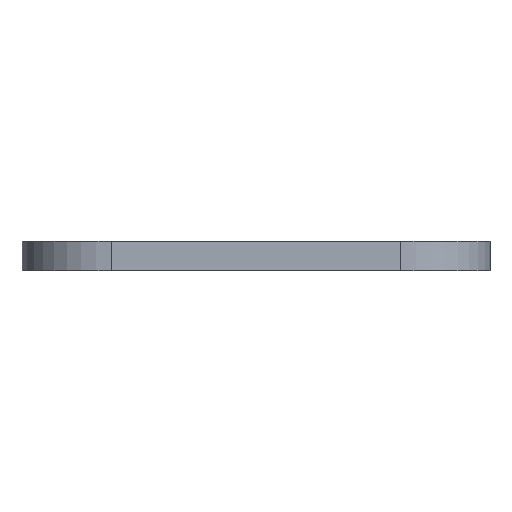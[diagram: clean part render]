
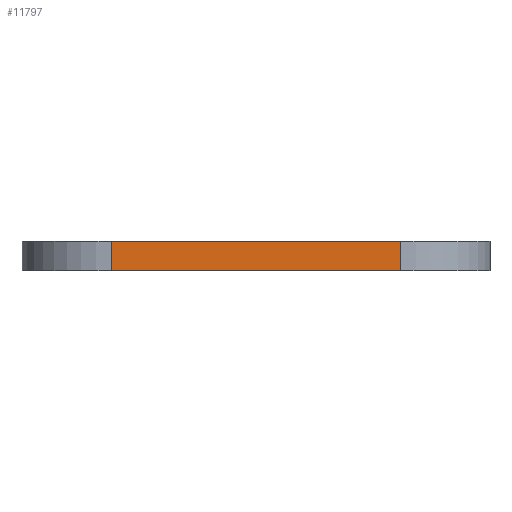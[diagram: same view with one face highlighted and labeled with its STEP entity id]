
A CAD part, front view. The second image highlights one B-rep face of the part: STEP entity #11797.
In plain terms, the highlighted planar face has unit normal (0, -1, 0).
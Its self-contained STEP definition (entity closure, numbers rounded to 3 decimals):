
#1621=FACE_OUTER_BOUND('',#2271,.T.);
#2271=EDGE_LOOP('',(#10869,#10870,#10871,#10872));
#2294=LINE('',#13947,#3400);
#3374=LINE('',#22696,#4480);
#3378=LINE('',#22707,#4484);
#3379=LINE('',#22709,#4485);
#3400=VECTOR('',#12196,10.);
#4480=VECTOR('',#13858,10.);
#4484=VECTOR('',#13872,10.);
#4485=VECTOR('',#13875,10.);
#4509=VERTEX_POINT('',#13944);
#4510=VERTEX_POINT('',#13946);
#5647=VERTEX_POINT('',#22693);
#5648=VERTEX_POINT('',#22695);
#5681=EDGE_CURVE('',#4509,#4510,#2294,.T.);
#7388=EDGE_CURVE('',#5648,#5647,#3374,.T.);
#7394=EDGE_CURVE('',#5648,#4509,#3378,.T.);
#7395=EDGE_CURVE('',#4510,#5647,#3379,.T.);
#10869=ORIENTED_EDGE('',*,*,#7394,.F.);
#10870=ORIENTED_EDGE('',*,*,#7388,.T.);
#10871=ORIENTED_EDGE('',*,*,#7395,.F.);
#10872=ORIENTED_EDGE('',*,*,#5681,.F.);
#11182=PLANE('',#12131);
#11797=ADVANCED_FACE('',(#1621),#11182,.T.);
#12131=AXIS2_PLACEMENT_3D('',#22708,#13873,#13874);
#12196=DIRECTION('',(1.,0.,0.));
#13858=DIRECTION('',(1.,0.,0.));
#13872=DIRECTION('',(0.,0.,1.));
#13873=DIRECTION('center_axis',(0.,-1.,0.));
#13874=DIRECTION('ref_axis',(1.,0.,0.));
#13875=DIRECTION('',(0.,0.,-1.));
#13944=CARTESIAN_POINT('',(15.,0.,5.));
#13946=CARTESIAN_POINT('',(63.5,0.,5.));
#13947=CARTESIAN_POINT('',(15.,0.,5.));
#22693=CARTESIAN_POINT('',(63.5,0.,0.));
#22695=CARTESIAN_POINT('',(15.,0.,0.));
#22696=CARTESIAN_POINT('',(0.,0.,0.));
#22707=CARTESIAN_POINT('',(15.,0.,0.));
#22708=CARTESIAN_POINT('Origin',(0.,0.,0.));
#22709=CARTESIAN_POINT('',(63.5,0.,0.));
